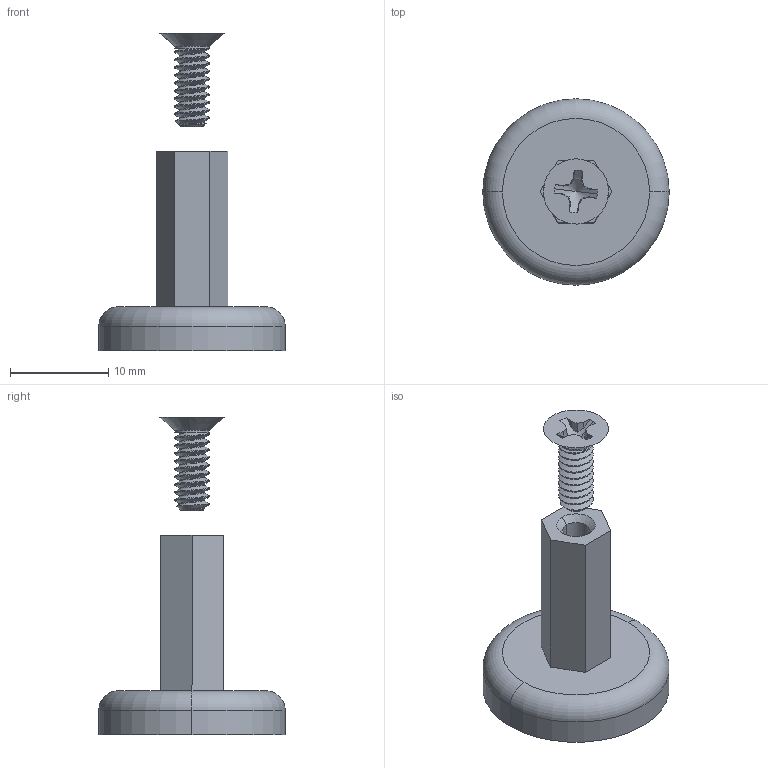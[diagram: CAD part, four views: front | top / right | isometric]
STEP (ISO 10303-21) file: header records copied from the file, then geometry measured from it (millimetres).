
FILE_DESCRIPTION (( 'STEP AP203' ), '1' );
FILE_NAME ('PCBM1903F.STEP', '2023-11-02T16:03:48', ( '' ), ( '' ), 'SwSTEP 2.0', 'SolidWorks 2021', '' );
FILE_SCHEMA (( 'CONFIG_CONTROL_DESIGN' ));
Length unit declared in the file: millimetre
Products named in the file (6): PCBM1903F; 82000; 82000 MAGNET; 82000 CUP; Heyco 12559; 6-32 X .375 X 100 CS_Passivated 18-8 Stainless Steel Phillips Flat Head Screw_Fastenal_11260110
Assembly tree (6 placements, depth 3):
  PCBM1903F
    82000
      82000 CUP
      82000 MAGNET
    Heyco 12559
    6-32 X .375 X 100 CS_Passivated 18-8 Stainless Steel Phillips Flat Head Screw_Fastenal_11260110  x2
Bounding box: 19 x 19 x 32.4 mm (x, y, z)
Volume: 1575.7 mm3; surface area: 2301.8 mm2
Topology: 5 solids, 5 shells, 139 faces, 362 edges, 232 vertices
Faces by surface type: cylinder 52, plane 51, cone 18, torus 12, bspline 6
Entity records: 5111 total; most frequent: CARTESIAN_POINT 2407, ORIENTED_EDGE 448, DIRECTION 424, EDGE_CURVE 224, AXIS2_PLACEMENT_3D 167, VERTEX_POINT 143, EDGE_LOOP 99, ADVANCED_FACE 91
